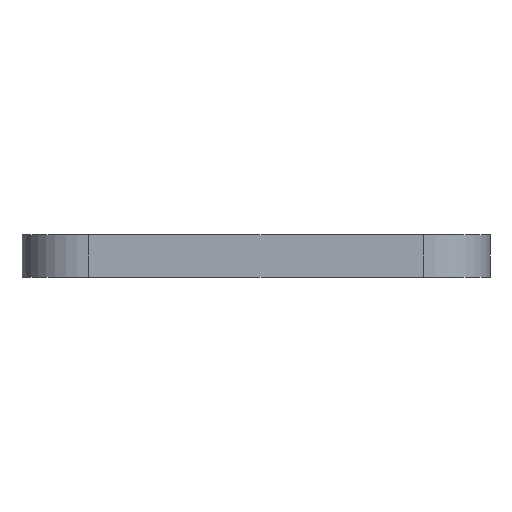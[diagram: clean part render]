
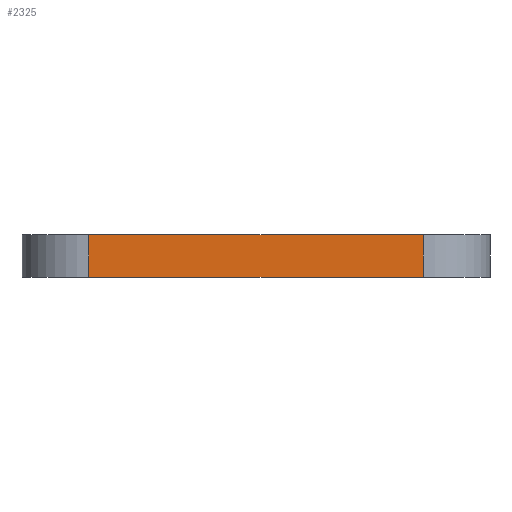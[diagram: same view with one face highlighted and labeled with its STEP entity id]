
A CAD part, front view. The second image highlights one B-rep face of the part: STEP entity #2325.
In plain terms, the highlighted planar face has unit normal (0, -1, 0).
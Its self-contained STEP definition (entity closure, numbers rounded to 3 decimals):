
#84 = PLANE('',#85);
#85 = AXIS2_PLACEMENT_3D('',#86,#87,#88);
#86 = CARTESIAN_POINT('',(148.501,-105.004,1.6));
#87 = DIRECTION('',(0.,0.,1.));
#88 = DIRECTION('',(1.,0.,-0.));
#139 = PLANE('',#140);
#140 = AXIS2_PLACEMENT_3D('',#141,#142,#143);
#141 = CARTESIAN_POINT('',(148.501,-105.004,0.));
#142 = DIRECTION('',(0.,0.,1.));
#143 = DIRECTION('',(1.,0.,-0.));
#194 = CYLINDRICAL_SURFACE('',#195,2.54);
#195 = AXIS2_PLACEMENT_3D('',#196,#197,#198);
#196 = CARTESIAN_POINT('',(154.851,-123.419,0.));
#197 = DIRECTION('',(-0.,-0.,-1.));
#198 = DIRECTION('',(1.,0.,-0.));
#361 = VERTEX_POINT('',#362);
#362 = CARTESIAN_POINT('',(142.151,-125.959,0.));
#377 = CYLINDRICAL_SURFACE('',#378,2.54);
#378 = AXIS2_PLACEMENT_3D('',#379,#380,#381);
#379 = CARTESIAN_POINT('',(142.151,-123.419,0.));
#380 = DIRECTION('',(-0.,-0.,-1.));
#381 = DIRECTION('',(1.,0.,-0.));
#389 = EDGE_CURVE('',#390,#361,#392,.T.);
#390 = VERTEX_POINT('',#391);
#391 = CARTESIAN_POINT('',(154.851,-125.959,0.));
#392 = SURFACE_CURVE('',#393,(#397,#404),.PCURVE_S1.);
#393 = LINE('',#394,#395);
#394 = CARTESIAN_POINT('',(154.851,-125.959,0.));
#395 = VECTOR('',#396,1.);
#396 = DIRECTION('',(-1.,0.,0.));
#397 = PCURVE('',#139,#398);
#398 = DEFINITIONAL_REPRESENTATION('',(#399),#403);
#399 = LINE('',#400,#401);
#400 = CARTESIAN_POINT('',(6.35,-20.955));
#401 = VECTOR('',#402,1.);
#402 = DIRECTION('',(-1.,0.));
#403 = ( GEOMETRIC_REPRESENTATION_CONTEXT(2) 
PARAMETRIC_REPRESENTATION_CONTEXT() REPRESENTATION_CONTEXT('2D SPACE',''
  ) );
#404 = PCURVE('',#405,#410);
#405 = PLANE('',#406);
#406 = AXIS2_PLACEMENT_3D('',#407,#408,#409);
#407 = CARTESIAN_POINT('',(154.851,-125.959,0.));
#408 = DIRECTION('',(0.,-1.,0.));
#409 = DIRECTION('',(-1.,0.,0.));
#410 = DEFINITIONAL_REPRESENTATION('',(#411),#415);
#411 = LINE('',#412,#413);
#412 = CARTESIAN_POINT('',(0.,0.));
#413 = VECTOR('',#414,1.);
#414 = DIRECTION('',(1.,0.));
#415 = ( GEOMETRIC_REPRESENTATION_CONTEXT(2) 
PARAMETRIC_REPRESENTATION_CONTEXT() REPRESENTATION_CONTEXT('2D SPACE',''
  ) );
#1423 = VERTEX_POINT('',#1424);
#1424 = CARTESIAN_POINT('',(142.151,-125.959,1.6));
#1446 = EDGE_CURVE('',#1447,#1423,#1449,.T.);
#1447 = VERTEX_POINT('',#1448);
#1448 = CARTESIAN_POINT('',(154.851,-125.959,1.6));
#1449 = SURFACE_CURVE('',#1450,(#1454,#1461),.PCURVE_S1.);
#1450 = LINE('',#1451,#1452);
#1451 = CARTESIAN_POINT('',(154.851,-125.959,1.6));
#1452 = VECTOR('',#1453,1.);
#1453 = DIRECTION('',(-1.,0.,0.));
#1454 = PCURVE('',#84,#1455);
#1455 = DEFINITIONAL_REPRESENTATION('',(#1456),#1460);
#1456 = LINE('',#1457,#1458);
#1457 = CARTESIAN_POINT('',(6.35,-20.955));
#1458 = VECTOR('',#1459,1.);
#1459 = DIRECTION('',(-1.,0.));
#1460 = ( GEOMETRIC_REPRESENTATION_CONTEXT(2) 
PARAMETRIC_REPRESENTATION_CONTEXT() REPRESENTATION_CONTEXT('2D SPACE',''
  ) );
#1461 = PCURVE('',#405,#1462);
#1462 = DEFINITIONAL_REPRESENTATION('',(#1463),#1467);
#1463 = LINE('',#1464,#1465);
#1464 = CARTESIAN_POINT('',(0.,-1.6));
#1465 = VECTOR('',#1466,1.);
#1466 = DIRECTION('',(1.,0.));
#1467 = ( GEOMETRIC_REPRESENTATION_CONTEXT(2) 
PARAMETRIC_REPRESENTATION_CONTEXT() REPRESENTATION_CONTEXT('2D SPACE',''
  ) );
#2275 = EDGE_CURVE('',#390,#1447,#2276,.T.);
#2276 = SURFACE_CURVE('',#2277,(#2281,#2288),.PCURVE_S1.);
#2277 = LINE('',#2278,#2279);
#2278 = CARTESIAN_POINT('',(154.851,-125.959,0.));
#2279 = VECTOR('',#2280,1.);
#2280 = DIRECTION('',(0.,0.,1.));
#2281 = PCURVE('',#194,#2282);
#2282 = DEFINITIONAL_REPRESENTATION('',(#2283),#2287);
#2283 = LINE('',#2284,#2285);
#2284 = CARTESIAN_POINT('',(-4.712,0.));
#2285 = VECTOR('',#2286,1.);
#2286 = DIRECTION('',(-0.,-1.));
#2287 = ( GEOMETRIC_REPRESENTATION_CONTEXT(2) 
PARAMETRIC_REPRESENTATION_CONTEXT() REPRESENTATION_CONTEXT('2D SPACE',''
  ) );
#2288 = PCURVE('',#405,#2289);
#2289 = DEFINITIONAL_REPRESENTATION('',(#2290),#2294);
#2290 = LINE('',#2291,#2292);
#2291 = CARTESIAN_POINT('',(0.,0.));
#2292 = VECTOR('',#2293,1.);
#2293 = DIRECTION('',(0.,-1.));
#2294 = ( GEOMETRIC_REPRESENTATION_CONTEXT(2) 
PARAMETRIC_REPRESENTATION_CONTEXT() REPRESENTATION_CONTEXT('2D SPACE',''
  ) );
#2325 = ADVANCED_FACE('',(#2326),#405,.T.);
#2326 = FACE_BOUND('',#2327,.T.);
#2327 = EDGE_LOOP('',(#2328,#2329,#2330,#2351));
#2328 = ORIENTED_EDGE('',*,*,#2275,.T.);
#2329 = ORIENTED_EDGE('',*,*,#1446,.T.);
#2330 = ORIENTED_EDGE('',*,*,#2331,.F.);
#2331 = EDGE_CURVE('',#361,#1423,#2332,.T.);
#2332 = SURFACE_CURVE('',#2333,(#2337,#2344),.PCURVE_S1.);
#2333 = LINE('',#2334,#2335);
#2334 = CARTESIAN_POINT('',(142.151,-125.959,0.));
#2335 = VECTOR('',#2336,1.);
#2336 = DIRECTION('',(0.,0.,1.));
#2337 = PCURVE('',#405,#2338);
#2338 = DEFINITIONAL_REPRESENTATION('',(#2339),#2343);
#2339 = LINE('',#2340,#2341);
#2340 = CARTESIAN_POINT('',(12.7,0.));
#2341 = VECTOR('',#2342,1.);
#2342 = DIRECTION('',(0.,-1.));
#2343 = ( GEOMETRIC_REPRESENTATION_CONTEXT(2) 
PARAMETRIC_REPRESENTATION_CONTEXT() REPRESENTATION_CONTEXT('2D SPACE',''
  ) );
#2344 = PCURVE('',#377,#2345);
#2345 = DEFINITIONAL_REPRESENTATION('',(#2346),#2350);
#2346 = LINE('',#2347,#2348);
#2347 = CARTESIAN_POINT('',(-4.712,0.));
#2348 = VECTOR('',#2349,1.);
#2349 = DIRECTION('',(-0.,-1.));
#2350 = ( GEOMETRIC_REPRESENTATION_CONTEXT(2) 
PARAMETRIC_REPRESENTATION_CONTEXT() REPRESENTATION_CONTEXT('2D SPACE',''
  ) );
#2351 = ORIENTED_EDGE('',*,*,#389,.F.);
